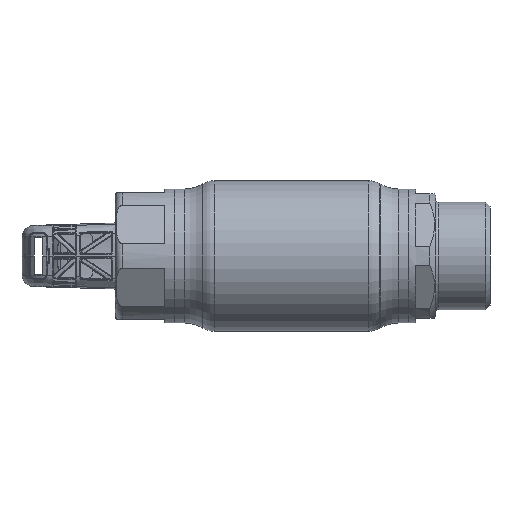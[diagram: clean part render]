
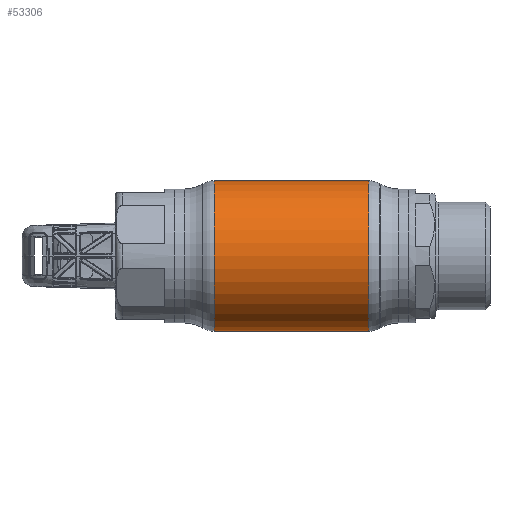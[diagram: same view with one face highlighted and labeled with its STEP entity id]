
A CAD part, front view. The second image highlights one B-rep face of the part: STEP entity #53306.
In plain terms, the highlighted cylindrical face has radius 33.34 mm (diameter 66.68 mm), a partial arc.
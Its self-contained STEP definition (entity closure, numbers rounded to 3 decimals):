
#1397 = CYLINDRICAL_SURFACE ( 'NONE', #59413, 33.34 ) ;
#6440 = EDGE_CURVE ( 'NONE', #19345, #16507, #60219, .T. ) ;
#7070 = CIRCLE ( 'NONE', #59766, 33.34 ) ;
#7271 = CARTESIAN_POINT ( 'NONE',  ( -34.177, 0., 33.34 ) ) ;
#7499 = FACE_OUTER_BOUND ( 'NONE', #17677, .T. ) ;
#9998 = DIRECTION ( 'NONE',  ( -1., 0., 0. ) ) ;
#11673 = LINE ( 'NONE', #23716, #14730 ) ;
#12307 = CARTESIAN_POINT ( 'NONE',  ( -62.69, 0., 33.34 ) ) ;
#14730 = VECTOR ( 'NONE', #27755, 1000. ) ;
#15306 = CARTESIAN_POINT ( 'NONE',  ( 34.177, 0., 0. ) ) ;
#16507 = VERTEX_POINT ( 'NONE', #35514 ) ;
#17677 = EDGE_LOOP ( 'NONE', ( #55631, #50422, #43404, #58816 ) ) ;
#18135 = AXIS2_PLACEMENT_3D ( 'NONE', #15306, #9998, #33710 ) ;
#19345 = VERTEX_POINT ( 'NONE', #58407 ) ;
#22886 = DIRECTION ( 'NONE',  ( 0., 0., 1. ) ) ;
#23716 = CARTESIAN_POINT ( 'NONE',  ( -62.69, 0., -33.34 ) ) ;
#26495 = CARTESIAN_POINT ( 'NONE',  ( -34.177, 0., 0. ) ) ;
#27755 = DIRECTION ( 'NONE',  ( -1., 0., 0. ) ) ;
#30279 = VERTEX_POINT ( 'NONE', #7271 ) ;
#31152 = DIRECTION ( 'NONE',  ( 0., 0., 1. ) ) ;
#32176 = VECTOR ( 'NONE', #41747, 1000. ) ;
#33710 = DIRECTION ( 'NONE',  ( 0., 0., 1. ) ) ;
#35514 = CARTESIAN_POINT ( 'NONE',  ( 34.177, 0., 33.34 ) ) ;
#40474 = DIRECTION ( 'NONE',  ( -1., 0., 0. ) ) ;
#41747 = DIRECTION ( 'NONE',  ( -1., 0., 0. ) ) ;
#43404 = ORIENTED_EDGE ( 'NONE', *, *, #60339, .T. ) ;
#50422 = ORIENTED_EDGE ( 'NONE', *, *, #6440, .T. ) ;
#51895 = DIRECTION ( 'NONE',  ( -1., 0., 0. ) ) ;
#53306 = ADVANCED_FACE ( 'NONE', ( #7499 ), #1397, .T. ) ;
#53387 = LINE ( 'NONE', #12307, #32176 ) ;
#55631 = ORIENTED_EDGE ( 'NONE', *, *, #60512, .F. ) ;
#56338 = CARTESIAN_POINT ( 'NONE',  ( -62.69, 0., 0. ) ) ;
#56924 = VERTEX_POINT ( 'NONE', #60880 ) ;
#58407 = CARTESIAN_POINT ( 'NONE',  ( 34.177, 0., -33.34 ) ) ;
#58816 = ORIENTED_EDGE ( 'NONE', *, *, #61078, .F. ) ;
#59413 = AXIS2_PLACEMENT_3D ( 'NONE', #56338, #51895, #22886 ) ;
#59766 = AXIS2_PLACEMENT_3D ( 'NONE', #26495, #40474, #31152 ) ;
#60219 = CIRCLE ( 'NONE', #18135, 33.34 ) ;
#60339 = EDGE_CURVE ( 'NONE', #16507, #30279, #53387, .T. ) ;
#60512 = EDGE_CURVE ( 'NONE', #19345, #56924, #11673, .T. ) ;
#60880 = CARTESIAN_POINT ( 'NONE',  ( -34.177, 0., -33.34 ) ) ;
#61078 = EDGE_CURVE ( 'NONE', #56924, #30279, #7070, .T. ) ;
